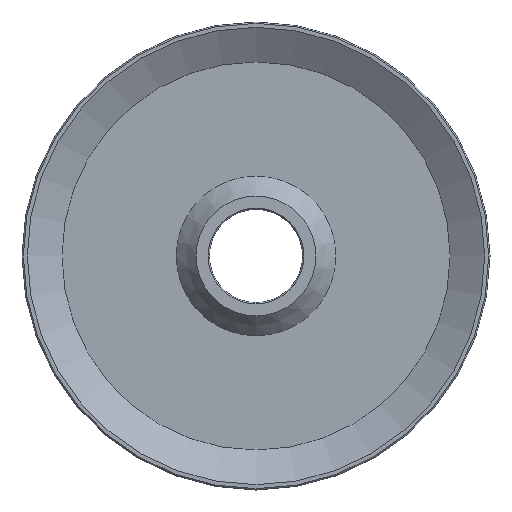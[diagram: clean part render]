
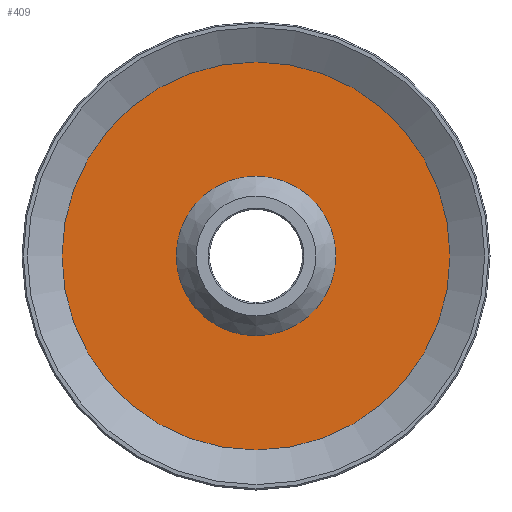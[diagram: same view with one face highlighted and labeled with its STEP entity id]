
A CAD part, left-side view. The second image highlights one B-rep face of the part: STEP entity #409.
In plain terms, the highlighted planar face has unit normal (-1, 0, 0).
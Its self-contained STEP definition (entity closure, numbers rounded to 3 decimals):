
#25 = DIRECTION ( 'NONE',  ( 0., 0., 1. ) ) ;
#49 = AXIS2_PLACEMENT_3D ( 'NONE', #143, #63, #101 ) ;
#59 = AXIS2_PLACEMENT_3D ( 'NONE', #380, #144, #25 ) ;
#63 = DIRECTION ( 'NONE',  ( 1., 0., 0. ) ) ;
#78 = CARTESIAN_POINT ( 'NONE',  ( -3., 0., 73. ) ) ;
#100 = EDGE_LOOP ( 'NONE', ( #443 ) ) ;
#101 = DIRECTION ( 'NONE',  ( 0., 0., -1. ) ) ;
#122 = VERTEX_POINT ( 'NONE', #546 ) ;
#128 = VERTEX_POINT ( 'NONE', #78 ) ;
#143 = CARTESIAN_POINT ( 'NONE',  ( -3., 30., 0. ) ) ;
#144 = DIRECTION ( 'NONE',  ( -1., 0., 0. ) ) ;
#190 = CIRCLE ( 'NONE', #59, 73. ) ;
#191 = CIRCLE ( 'NONE', #602, 30. ) ;
#200 = DIRECTION ( 'NONE',  ( -1., 0., 0. ) ) ;
#298 = CARTESIAN_POINT ( 'NONE',  ( -3., 0., 0. ) ) ;
#377 = PLANE ( 'NONE',  #49 ) ;
#380 = CARTESIAN_POINT ( 'NONE',  ( -3., 0., 0. ) ) ;
#403 = EDGE_CURVE ( 'NONE', #128, #128, #190, .T. ) ;
#409 = ADVANCED_FACE ( 'NONE', ( #570, #519 ), #377, .F. ) ;
#443 = ORIENTED_EDGE ( 'NONE', *, *, #403, .T. ) ;
#461 = ORIENTED_EDGE ( 'NONE', *, *, #485, .F. ) ;
#483 = DIRECTION ( 'NONE',  ( 0., 0., 1. ) ) ;
#485 = EDGE_CURVE ( 'NONE', #122, #122, #191, .T. ) ;
#519 = FACE_OUTER_BOUND ( 'NONE', #100, .T. ) ;
#546 = CARTESIAN_POINT ( 'NONE',  ( -3., 0., 30. ) ) ;
#553 = EDGE_LOOP ( 'NONE', ( #461 ) ) ;
#570 = FACE_BOUND ( 'NONE', #553, .T. ) ;
#602 = AXIS2_PLACEMENT_3D ( 'NONE', #298, #200, #483 ) ;
